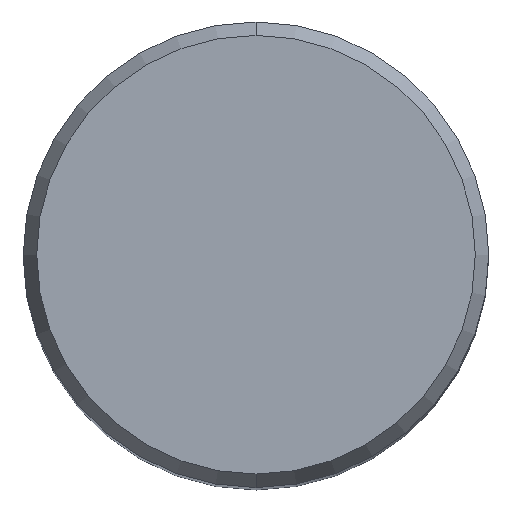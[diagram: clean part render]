
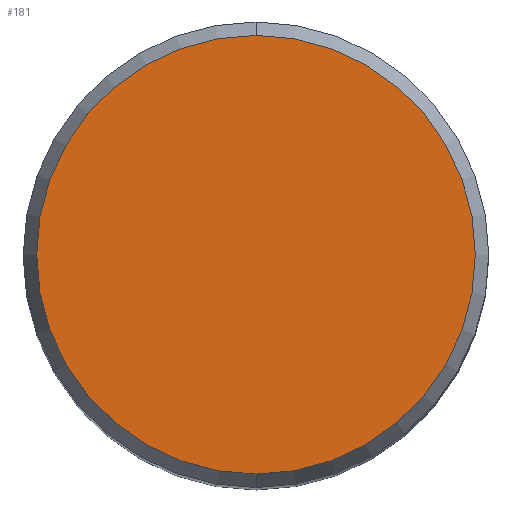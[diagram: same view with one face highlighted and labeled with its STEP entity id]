
A CAD part, top view. The second image highlights one B-rep face of the part: STEP entity #181.
In plain terms, the highlighted planar face has unit normal (0, 0, 1).
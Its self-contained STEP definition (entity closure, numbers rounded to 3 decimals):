
#107=EDGE_CURVE('',#209,#127,#259,.T.);
#127=VERTEX_POINT('',#281);
#181=ADVANCED_FACE('',(#340),#341,.T.);
#205=EDGE_CURVE('',#127,#209,#369,.T.);
#209=VERTEX_POINT('',#373);
#259=CIRCLE('',#421,7.479);
#281=CARTESIAN_POINT('',(0.,-7.479,0.));
#340=FACE_OUTER_BOUND('',#530,.T.);
#341=PLANE('',#531);
#369=CIRCLE('',#565,7.479);
#373=CARTESIAN_POINT('',(0.0,7.479,0.));
#421=AXIS2_PLACEMENT_3D('',#611,#612,#613);
#530=EDGE_LOOP('',(#706,#707));
#531=AXIS2_PLACEMENT_3D('',#708,#709,#710);
#565=AXIS2_PLACEMENT_3D('',#750,#751,#752);
#611=CARTESIAN_POINT('',(0.0,0.0,0.));
#612=DIRECTION('',(0.0,0.0,-1.0));
#613=DIRECTION('',(0.0,1.0,0.0));
#706=ORIENTED_EDGE('',*,*,#107,.F.);
#707=ORIENTED_EDGE('',*,*,#205,.F.);
#708=CARTESIAN_POINT('',(0.0,3.74,0.));
#709=DIRECTION('',(-0.0,0.0,1.0));
#710=DIRECTION('',(0.0,-1.0,0.0));
#750=CARTESIAN_POINT('',(0.0,0.0,0.));
#751=DIRECTION('',(0.0,0.0,-1.0));
#752=DIRECTION('',(0.0,1.0,0.0));
